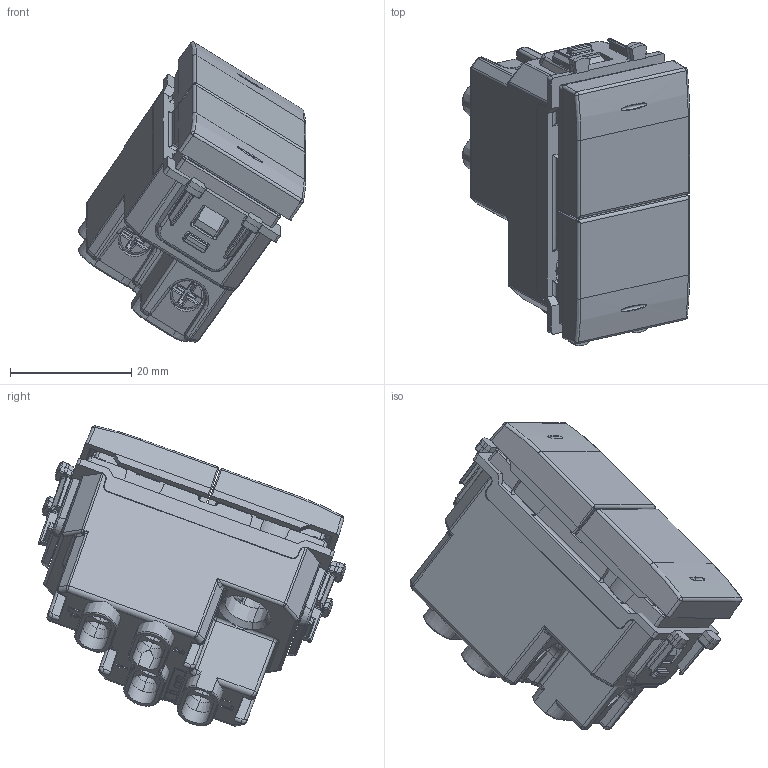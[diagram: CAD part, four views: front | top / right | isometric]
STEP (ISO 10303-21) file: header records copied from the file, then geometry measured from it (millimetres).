
FILE_DESCRIPTION(('CATIA V5 STEP Exchange'),'2;1');
FILE_NAME('441056.stp','2024-02-15T11:23:44+00:00',('none'),('none'),'CATIA Version 5-6 Release 2016 SP6','CATIA V5 STEP AP203','none');
FILE_SCHEMA(('CONFIG_CONTROL_DESIGN'));
Products named in the file (1): 441056
Assembly tree (20 placements, depth 2):
  441056
    #57
    #36180  x2
    #42435
    #94342  x2
    #107474  x2
    #108473  x4
    #109466  x4
    #111379  x2
    #112924  x2
Bounding box: 37.42 x 50.64 x 49.44 mm (x, y, z)
Volume: 15440.8 mm3; surface area: 25590.1 mm2
Topology: 24 solids, 24 shells, 3814 faces, 10616 edges, 6694 vertices
Faces by surface type: plane 1958, cylinder 1059, bspline 340, cone 243, sphere 96, torus 88, extrusion 20, revolution 10
Entity records: 114279 total; most frequent: CARTESIAN_POINT 47930, ORIENTED_EDGE 16388, DIRECTION 9419, EDGE_CURVE 8194, VERTEX_POINT 5211, VECTOR 4168, LINE 4154, B_SPLINE_CURVE_WITH_KNOTS 3141
